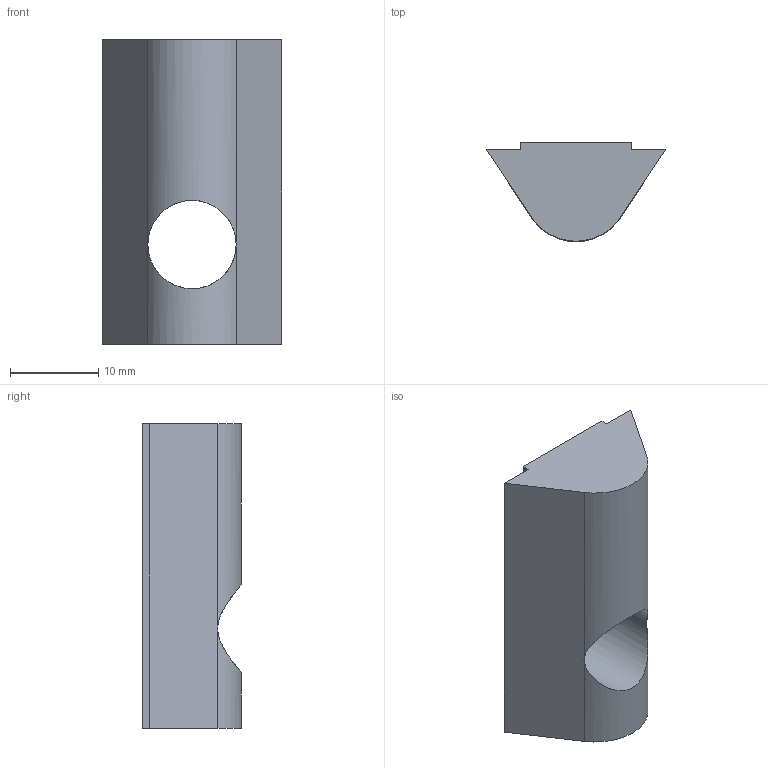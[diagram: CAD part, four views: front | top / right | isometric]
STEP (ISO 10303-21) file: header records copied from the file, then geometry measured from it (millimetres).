
FILE_DESCRIPTION (( 'STEP AP214' ), '1' );
FILE_NAME ('0969810.STEP', '2014-05-08T12:21:57', ( '' ), ( '' ), 'SwSTEP 2.0', 'SolidWorks 2014', '' );
FILE_SCHEMA (( 'AUTOMOTIVE_DESIGN' ));
Length unit declared in the file: millimetre
Products named in the file (1): 0969810
Bounding box: 20.3 x 11.2 x 34.5 mm (x, y, z)
Volume: 4198.4 mm3; surface area: 2241.2 mm2
Topology: 1 solids, 1 shells, 13 faces, 36 edges, 24 vertices
Faces by surface type: plane 9, cylinder 4
Entity records: 647 total; most frequent: CARTESIAN_POINT 164, ORIENTED_EDGE 72, DIRECTION 62, EDGE_CURVE 36, VECTOR 26, LINE 26, VERTEX_POINT 24, AXIS2_PLACEMENT_3D 18
